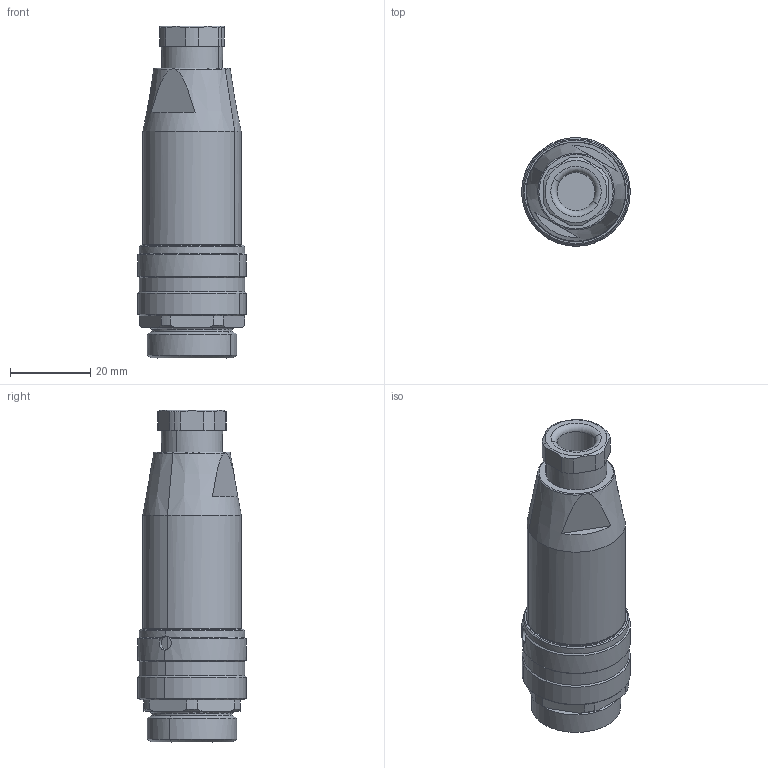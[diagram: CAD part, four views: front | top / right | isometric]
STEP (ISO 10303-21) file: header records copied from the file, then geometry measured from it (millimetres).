
FILE_DESCRIPTION(('CATIA V5 STEP Exchange','CAx-IF Rec.Pracs.--- Model Styling and Organization---1.4--- 2014-01-23'),'2;1');
FILE_NAME ('022435-2_0', '2023-07-10T06:18:54+00:00', ('none'), ('Weidmueller'), 'CATIA Version 5-6 Release 2016 SP3 HF44', 'CATIA V5 STEP AP214', 'none');
FILE_SCHEMA(('AUTOMOTIVE_DESIGN { 1 0 10303 214 1 1 1 1 }'));
Length unit declared in the file: millimetre
Products named in the file (1): 1808840000
Bounding box: 27 x 27 x 82.6 mm (x, y, z)
Volume: 32756.3 mm3; surface area: 11620.2 mm2
Topology: 6 solids, 6 shells, 193 faces, 428 edges, 262 vertices
Faces by surface type: cylinder 69, plane 52, cone 38, torus 18, bspline 16
Entity records: 5926 total; most frequent: CARTESIAN_POINT 2028, ORIENTED_EDGE 856, DIRECTION 644, EDGE_CURVE 428, AXIS2_PLACEMENT_3D 332, VERTEX_POINT 262, EDGE_LOOP 210, ADVANCED_FACE 193
